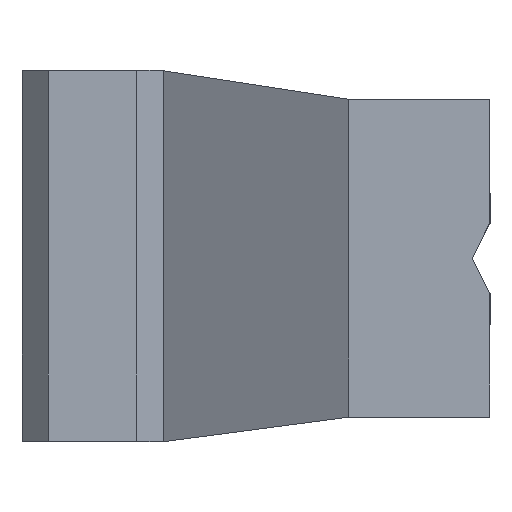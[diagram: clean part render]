
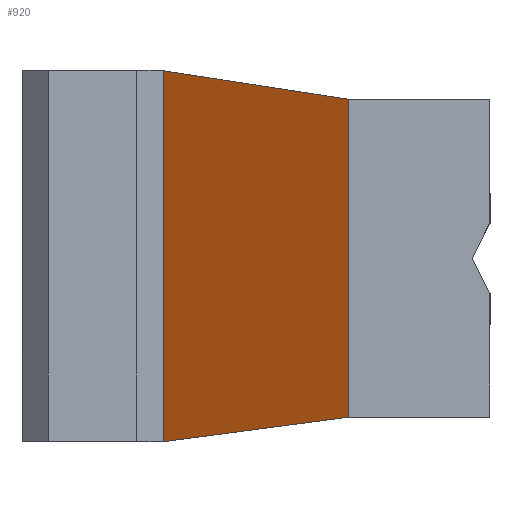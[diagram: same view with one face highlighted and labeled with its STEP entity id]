
A CAD part, top view. The second image highlights one B-rep face of the part: STEP entity #920.
In plain terms, the highlighted face is planar.
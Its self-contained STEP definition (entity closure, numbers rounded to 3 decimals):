
#94=FACE_OUTER_BOUND('',#157,.T.);
#157=EDGE_LOOP('',(#628,#629,#630,#631));
#237=LINE('',#1415,#331);
#238=LINE('',#1417,#332);
#239=LINE('',#1419,#333);
#240=LINE('',#1420,#334);
#331=VECTOR('',#1119,10.);
#332=VECTOR('',#1120,10.);
#333=VECTOR('',#1121,10.);
#334=VECTOR('',#1122,10.);
#425=VERTEX_POINT('',#1413);
#426=VERTEX_POINT('',#1414);
#427=VERTEX_POINT('',#1416);
#428=VERTEX_POINT('',#1418);
#502=EDGE_CURVE('',#425,#426,#237,.T.);
#503=EDGE_CURVE('',#425,#427,#238,.T.);
#504=EDGE_CURVE('',#427,#428,#239,.T.);
#505=EDGE_CURVE('',#428,#426,#240,.T.);
#628=ORIENTED_EDGE('',*,*,#502,.F.);
#629=ORIENTED_EDGE('',*,*,#503,.T.);
#630=ORIENTED_EDGE('',*,*,#504,.T.);
#631=ORIENTED_EDGE('',*,*,#505,.T.);
#877=PLANE('',#1010);
#920=ADVANCED_FACE('',(#94),#877,.F.);
#1010=AXIS2_PLACEMENT_3D('',#1412,#1117,#1118);
#1117=DIRECTION('center_axis',(0.986,0.,
-0.164));
#1118=DIRECTION('ref_axis',(-0.164,0.,-0.986));
#1119=DIRECTION('',(-0.164,0.023,-0.986));
#1120=DIRECTION('',(0.,1.,0.));
#1121=DIRECTION('',(-0.164,-0.023,-0.986));
#1122=DIRECTION('',(0.,-1.,0.));
#1412=CARTESIAN_POINT('Origin',(13.344,0.,-52.933));
#1413=CARTESIAN_POINT('',(18.5,-10.5,-22.));
#1414=CARTESIAN_POINT('',(8.,-9.,-85.));
#1415=CARTESIAN_POINT('',(18.5,-10.5,-22.));
#1416=CARTESIAN_POINT('',(18.5,10.5,-22.));
#1417=CARTESIAN_POINT('',(18.5,0.,-22.));
#1418=CARTESIAN_POINT('',(8.,9.,-85.));
#1419=CARTESIAN_POINT('',(18.5,10.5,-22.));
#1420=CARTESIAN_POINT('',(8.,0.,-85.));
